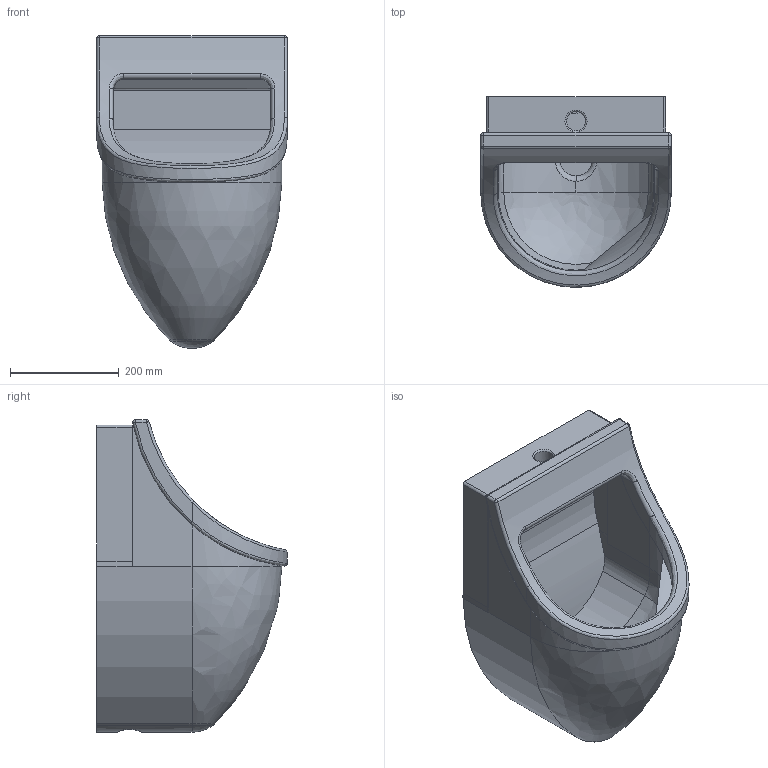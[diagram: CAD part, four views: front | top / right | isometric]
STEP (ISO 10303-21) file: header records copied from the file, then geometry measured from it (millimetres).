
FILE_DESCRIPTION((''),'2;1');
FILE_NAME('082235.stp','2007-08-06T10:50:29',('Huebner'),(''),'Autodesk Inventor 11','Autodesk Inventor 11','');
FILE_SCHEMA(('AUTOMOTIVE_DESIGN { 1 0 10303 214 1 1 1 1 }'));
Length unit declared in the file: millimetre
Products named in the file (2): 082235; 082235_alt
Assembly tree (1 placements, depth 2):
  082235
    082235_alt
Bounding box: 350 x 349.98 x 575 mm (x, y, z)
Surface area: 957958.1 mm2 (no closed solid volume)
Topology: 0 solids, 1 shells, 134 faces, 329 edges, 201 vertices
Faces by surface type: cylinder 60, plane 46, bspline 15, torus 8, sphere 5
Full cylindrical faces by diameter (mm): 35 x3, 40 x1, 42.299 x1, 50 x1
Entity records: 9311 total; most frequent: CARTESIAN_POINT 5868, DIRECTION 724, ORIENTED_EDGE 696, EDGE_CURVE 348, AXIS2_PLACEMENT_3D 290, VERTEX_POINT 219, EDGE_LOOP 168, FACE_OUTER_BOUND 149
